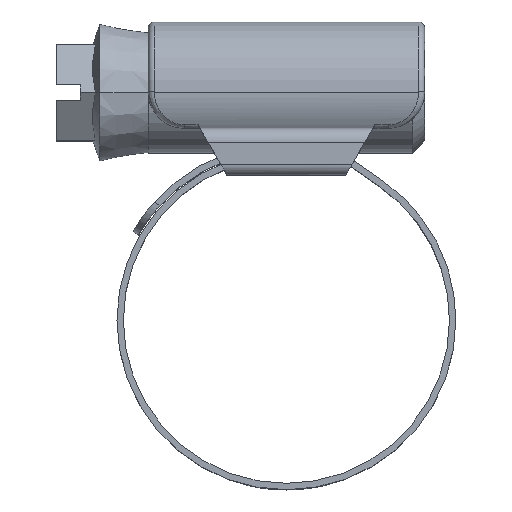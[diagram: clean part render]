
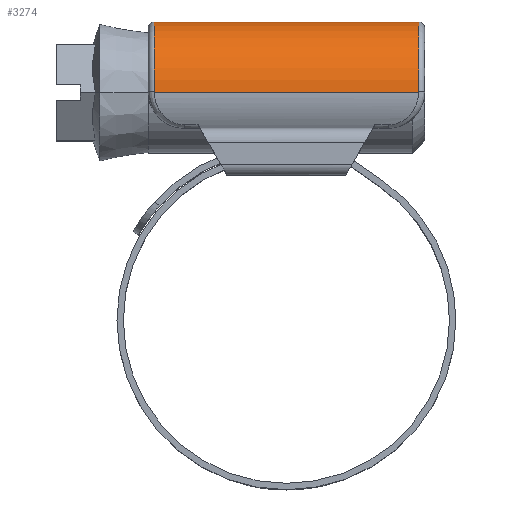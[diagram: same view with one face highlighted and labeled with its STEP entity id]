
A CAD part, top view. The second image highlights one B-rep face of the part: STEP entity #3274.
In plain terms, the highlighted cylindrical face has radius 5.85 mm (diameter 11.7 mm), a partial arc.
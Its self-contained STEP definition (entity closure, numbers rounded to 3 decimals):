
#68 = CARTESIAN_POINT ( 'NONE',  ( 10.937, 18.905, 5.85 ) ) ;
#102 = CARTESIAN_POINT ( 'NONE',  ( 10.937, 18.85, 5.85 ) ) ;
#106 = CYLINDRICAL_SURFACE ( 'NONE', #4486, 5.85 ) ;
#754 = EDGE_CURVE ( 'NONE', #6898, #3631, #1667, .T. ) ;
#801 = VERTEX_POINT ( 'NONE', #4150 ) ;
#894 = CIRCLE ( 'NONE', #4362, 5.85 ) ;
#960 = CARTESIAN_POINT ( 'NONE',  ( -10.938, 18.886, 5.85 ) ) ;
#1133 = CARTESIAN_POINT ( 'NONE',  ( 10.937, 18.868, -5.85 ) ) ;
#1230 = CARTESIAN_POINT ( 'NONE',  ( 10.937, 18.85, 5.85 ) ) ;
#1253 = CARTESIAN_POINT ( 'NONE',  ( 10.937, 18.868, 5.85 ) ) ;
#1307 = CARTESIAN_POINT ( 'NONE',  ( -10.937, 18.905, -5.85 ) ) ;
#1375 = EDGE_CURVE ( 'NONE', #801, #2379, #7498, .T. ) ;
#1615 = CARTESIAN_POINT ( 'NONE',  ( -10.937, 18.868, 5.85 ) ) ;
#1634 = B_SPLINE_CURVE_WITH_KNOTS ( 'NONE', 3,
 ( #2136, #5738, #1133, #5776 ),
 .UNSPECIFIED., .F., .F.,
 ( 4, 4 ),
 ( 0., 0. ),
 .UNSPECIFIED. ) ;
#1667 = B_SPLINE_CURVE_WITH_KNOTS ( 'NONE', 3,
 ( #102, #1253, #6526, #68 ),
 .UNSPECIFIED., .F., .F.,
 ( 4, 4 ),
 ( 0.004, 0.004 ),
 .UNSPECIFIED. ) ;
#1902 = EDGE_CURVE ( 'NONE', #801, #5775, #3665, .T. ) ;
#1936 = DIRECTION ( 'NONE',  ( 0., 0., 1. ) ) ;
#1948 = DIRECTION ( 'NONE',  ( 0., 0., -1. ) ) ;
#1956 = AXIS2_PLACEMENT_3D ( 'NONE', #6663, #4948, #4369 ) ;
#1973 = CARTESIAN_POINT ( 'NONE',  ( -10.938, 18.85, 0. ) ) ;
#2002 = B_SPLINE_CURVE_WITH_KNOTS ( 'NONE', 3,
 ( #3316, #960, #1615, #5718 ),
 .UNSPECIFIED., .F., .F.,
 ( 4, 4 ),
 ( 0., 0. ),
 .UNSPECIFIED. ) ;
#2094 = EDGE_CURVE ( 'NONE', #5775, #5667, #894, .T. ) ;
#2115 = LINE ( 'NONE', #7560, #5914 ) ;
#2130 = VECTOR ( 'NONE', #6322, 1000. ) ;
#2136 = CARTESIAN_POINT ( 'NONE',  ( 10.938, 18.905, -5.85 ) ) ;
#2230 = EDGE_LOOP ( 'NONE', ( #5346, #6903, #4872, #4660, #4426, #5092, #5057, #7471 ) ) ;
#2379 = VERTEX_POINT ( 'NONE', #4630 ) ;
#2570 = CARTESIAN_POINT ( 'NONE',  ( 10.938, 18.905, -5.85 ) ) ;
#3159 = CARTESIAN_POINT ( 'NONE',  ( -10.937, 18.85, 5.85 ) ) ;
#3274 = ADVANCED_FACE ( 'NONE', ( #7274 ), #106, .T. ) ;
#3316 = CARTESIAN_POINT ( 'NONE',  ( -10.938, 18.905, 5.85 ) ) ;
#3450 = EDGE_CURVE ( 'NONE', #3873, #2379, #1634, .T. ) ;
#3581 = CARTESIAN_POINT ( 'NONE',  ( -10.937, 18.868, -5.85 ) ) ;
#3631 = VERTEX_POINT ( 'NONE', #7305 ) ;
#3665 = B_SPLINE_CURVE_WITH_KNOTS ( 'NONE', 3,
 ( #6659, #3581, #6623, #1307 ),
 .UNSPECIFIED., .F., .F.,
 ( 4, 4 ),
 ( 0.004, 0.004 ),
 .UNSPECIFIED. ) ;
#3873 = VERTEX_POINT ( 'NONE', #2570 ) ;
#4150 = CARTESIAN_POINT ( 'NONE',  ( -10.937, 18.85, -5.85 ) ) ;
#4193 = CARTESIAN_POINT ( 'NONE',  ( -11.438, 18.85, 0. ) ) ;
#4362 = AXIS2_PLACEMENT_3D ( 'NONE', #1973, #6192, #1936 ) ;
#4369 = DIRECTION ( 'NONE',  ( 0., 0., -1. ) ) ;
#4426 = ORIENTED_EDGE ( 'NONE', *, *, #3450, .T. ) ;
#4486 = AXIS2_PLACEMENT_3D ( 'NONE', #4193, #7199, #1948 ) ;
#4630 = CARTESIAN_POINT ( 'NONE',  ( 10.937, 18.85, -5.85 ) ) ;
#4660 = ORIENTED_EDGE ( 'NONE', *, *, #6597, .T. ) ;
#4872 = ORIENTED_EDGE ( 'NONE', *, *, #754, .T. ) ;
#4948 = DIRECTION ( 'NONE',  ( -1., 0., 0. ) ) ;
#5024 = DIRECTION ( 'NONE',  ( 1., 0., 0. ) ) ;
#5057 = ORIENTED_EDGE ( 'NONE', *, *, #1902, .T. ) ;
#5092 = ORIENTED_EDGE ( 'NONE', *, *, #1375, .F. ) ;
#5291 = CIRCLE ( 'NONE', #1956, 5.85 ) ;
#5323 = CARTESIAN_POINT ( 'NONE',  ( -10.938, 18.905, 5.85 ) ) ;
#5346 = ORIENTED_EDGE ( 'NONE', *, *, #5465, .T. ) ;
#5434 = VERTEX_POINT ( 'NONE', #3159 ) ;
#5465 = EDGE_CURVE ( 'NONE', #5667, #5434, #2002, .T. ) ;
#5667 = VERTEX_POINT ( 'NONE', #5323 ) ;
#5718 = CARTESIAN_POINT ( 'NONE',  ( -10.937, 18.85, 5.85 ) ) ;
#5738 = CARTESIAN_POINT ( 'NONE',  ( 10.938, 18.886, -5.85 ) ) ;
#5775 = VERTEX_POINT ( 'NONE', #7276 ) ;
#5776 = CARTESIAN_POINT ( 'NONE',  ( 10.937, 18.85, -5.85 ) ) ;
#5848 = CARTESIAN_POINT ( 'NONE',  ( -11.437, 18.85, -5.85 ) ) ;
#5914 = VECTOR ( 'NONE', #5024, 1000. ) ;
#6192 = DIRECTION ( 'NONE',  ( 1., 0., 0. ) ) ;
#6322 = DIRECTION ( 'NONE',  ( 1., 0., 0. ) ) ;
#6526 = CARTESIAN_POINT ( 'NONE',  ( 10.937, 18.886, 5.85 ) ) ;
#6597 = EDGE_CURVE ( 'NONE', #3631, #3873, #5291, .T. ) ;
#6623 = CARTESIAN_POINT ( 'NONE',  ( -10.937, 18.886, -5.85 ) ) ;
#6659 = CARTESIAN_POINT ( 'NONE',  ( -10.937, 18.85, -5.85 ) ) ;
#6663 = CARTESIAN_POINT ( 'NONE',  ( 10.938, 18.85, 0. ) ) ;
#6744 = EDGE_CURVE ( 'NONE', #5434, #6898, #2115, .T. ) ;
#6898 = VERTEX_POINT ( 'NONE', #1230 ) ;
#6903 = ORIENTED_EDGE ( 'NONE', *, *, #6744, .T. ) ;
#7199 = DIRECTION ( 'NONE',  ( 1., 0., 0. ) ) ;
#7274 = FACE_OUTER_BOUND ( 'NONE', #2230, .T. ) ;
#7276 = CARTESIAN_POINT ( 'NONE',  ( -10.937, 18.905, -5.85 ) ) ;
#7305 = CARTESIAN_POINT ( 'NONE',  ( 10.937, 18.905, 5.85 ) ) ;
#7471 = ORIENTED_EDGE ( 'NONE', *, *, #2094, .T. ) ;
#7498 = LINE ( 'NONE', #5848, #2130 ) ;
#7560 = CARTESIAN_POINT ( 'NONE',  ( -11.438, 18.85, 5.85 ) ) ;
